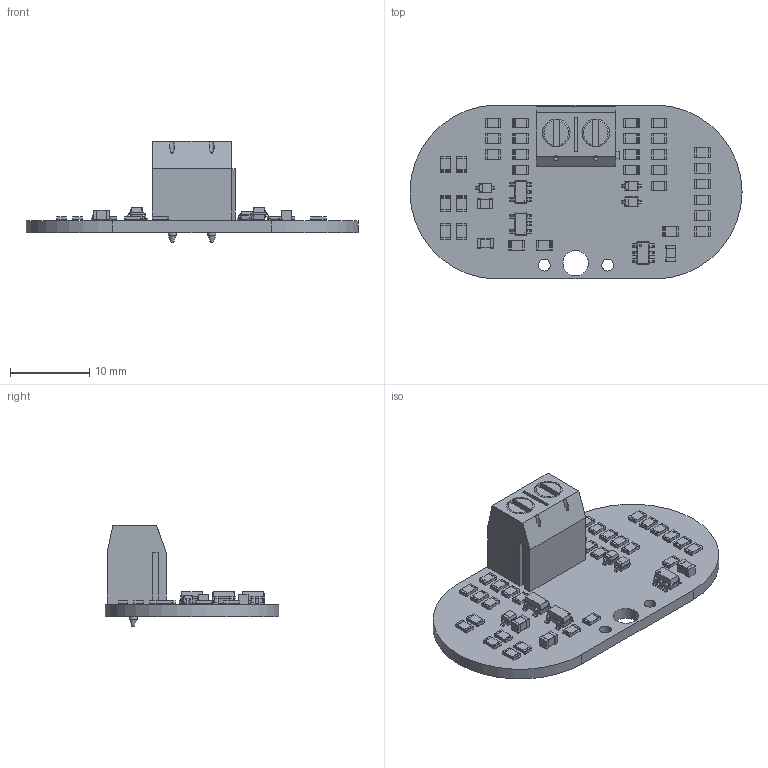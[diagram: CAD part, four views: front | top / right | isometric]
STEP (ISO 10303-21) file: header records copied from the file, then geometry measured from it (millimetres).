
FILE_DESCRIPTION(('KiCad electronic assembly'),'2;1');
FILE_NAME('analog_bms.step','2025-08-19T23:18:06',('Pcbnew'),('Kicad'), 'Open CASCADE STEP processor 7.9','KiCad to STEP converter','Unknown' );
FILE_SCHEMA(('AUTOMOTIVE_DESIGN { 1 0 10303 214 1 1 1 1 }'));
Length unit declared in the file: millimetre
Products named in the file (12): analog_bms 1; R_0805_2012Metric; D_SOD-323; SOT-23-5; C_0805_2012Metric; SOT-23-6; 691502710002; 6915027100xx_CAGE; 6915027100xx_PIN; 6915027100xx_VIS; analog_bms_PCB
Assembly tree (49 placements, depth 3):
  analog_bms 1
    R_0805_2012Metric  x31
    D_SOD-323  x3
    SOT-23-5  x2
    C_0805_2012Metric  x3
    SOT-23-6
    691502710002
      691502710002
      6915027100xx_CAGE  x2
      6915027100xx_PIN  x2
      6915027100xx_VIS  x2
    analog_bms_PCB
Bounding box: 42 x 22 x 12.9 mm (x, y, z)
Volume: 1818.5 mm3; surface area: 3567 mm2
Topology: 48 solids, 48 shells, 1592 faces, 4146 edges, 2665 vertices
Faces by surface type: plane 1057, cylinder 425, bspline 96, cone 8, torus 6
Full cylindrical faces by diameter (mm): 0.6 x2, 1 x2, 1.5 x4, 2 x2, 2.5 x2, 2.75 x2, 3 x2, 3.2 x1, 3.5 x4
Entity records: 17966 total; most frequent: CARTESIAN_POINT 3038, ORIENTED_EDGE 2444, DIRECTION 2298, EDGE_CURVE 1222, LINE 896, VECTOR 896, VERTEX_POINT 784, AXIS2_PLACEMENT_3D 701
